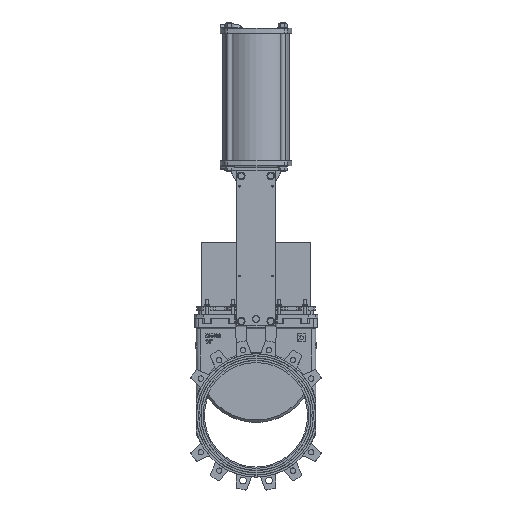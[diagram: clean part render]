
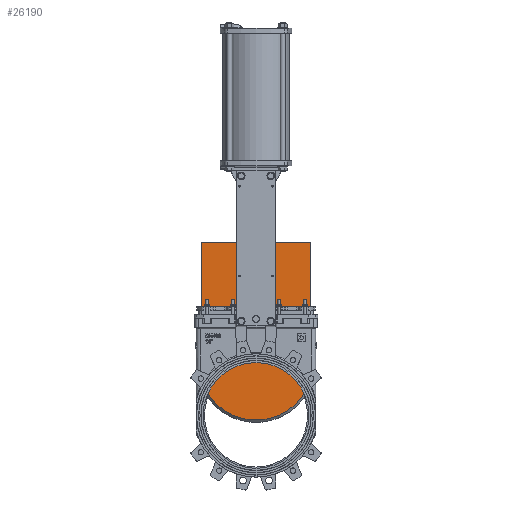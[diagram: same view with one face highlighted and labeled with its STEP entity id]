
A CAD part, left-side view. The second image highlights one B-rep face of the part: STEP entity #26190.
In plain terms, the highlighted face is planar.
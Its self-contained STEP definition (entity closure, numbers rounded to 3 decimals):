
#1473=FACE_BOUND('',#8868,.T.);
#1474=FACE_BOUND('',#8869,.T.);
#1475=FACE_BOUND('',#8870,.T.);
#1476=FACE_BOUND('',#8871,.T.);
#1477=FACE_BOUND('',#8872,.T.);
#1478=FACE_BOUND('',#8873,.T.);
#2792=LINE('',#43849,#5035);
#2793=LINE('',#43851,#5036);
#2794=LINE('',#43853,#5037);
#5035=VECTOR('',#33244,10.);
#5036=VECTOR('',#33245,10.);
#5037=VECTOR('',#33246,10.);
#7282=FACE_OUTER_BOUND('',#8867,.T.);
#8867=EDGE_LOOP('',(#21046,#21047,#21048,#21049,#21050,#21051,#21052,#21053));
#8868=EDGE_LOOP('',(#21054));
#8869=EDGE_LOOP('',(#21055));
#8870=EDGE_LOOP('',(#21056));
#8871=EDGE_LOOP('',(#21057));
#8872=EDGE_LOOP('',(#21058));
#8873=EDGE_LOOP('',(#21059));
#10208=CIRCLE('',#28367,20.);
#10218=CIRCLE('',#28382,220.828);
#10220=CIRCLE('',#28386,20.);
#10221=CIRCLE('',#28388,230.);
#10222=CIRCLE('',#28389,230.);
#10223=CIRCLE('',#28390,6.25);
#10224=CIRCLE('',#28391,6.25);
#10225=CIRCLE('',#28392,6.25);
#10226=CIRCLE('',#28393,6.25);
#10227=CIRCLE('',#28394,6.25);
#10228=CIRCLE('',#28395,6.25);
#12007=VERTEX_POINT('',#43758);
#12008=VERTEX_POINT('',#43771);
#12017=VERTEX_POINT('',#43818);
#12019=VERTEX_POINT('',#43831);
#12020=VERTEX_POINT('',#43846);
#12021=VERTEX_POINT('',#43848);
#12022=VERTEX_POINT('',#43850);
#12023=VERTEX_POINT('',#43852);
#12024=VERTEX_POINT('',#43855);
#12025=VERTEX_POINT('',#43857);
#12026=VERTEX_POINT('',#43859);
#12027=VERTEX_POINT('',#43861);
#12028=VERTEX_POINT('',#43863);
#12029=VERTEX_POINT('',#43865);
#15186=EDGE_CURVE('',#12008,#12007,#10208,.T.);
#15200=EDGE_CURVE('',#12017,#12008,#10218,.T.);
#15205=EDGE_CURVE('',#12019,#12017,#10220,.T.);
#15206=EDGE_CURVE('',#12020,#12007,#10221,.T.);
#15207=EDGE_CURVE('',#12021,#12020,#2792,.T.);
#15208=EDGE_CURVE('',#12022,#12021,#2793,.T.);
#15209=EDGE_CURVE('',#12023,#12022,#2794,.T.);
#15210=EDGE_CURVE('',#12019,#12023,#10222,.T.);
#15211=EDGE_CURVE('',#12024,#12024,#10223,.T.);
#15212=EDGE_CURVE('',#12025,#12025,#10224,.T.);
#15213=EDGE_CURVE('',#12026,#12026,#10225,.T.);
#15214=EDGE_CURVE('',#12027,#12027,#10226,.T.);
#15215=EDGE_CURVE('',#12028,#12028,#10227,.T.);
#15216=EDGE_CURVE('',#12029,#12029,#10228,.T.);
#21046=ORIENTED_EDGE('',*,*,#15205,.T.);
#21047=ORIENTED_EDGE('',*,*,#15200,.T.);
#21048=ORIENTED_EDGE('',*,*,#15186,.T.);
#21049=ORIENTED_EDGE('',*,*,#15206,.F.);
#21050=ORIENTED_EDGE('',*,*,#15207,.F.);
#21051=ORIENTED_EDGE('',*,*,#15208,.F.);
#21052=ORIENTED_EDGE('',*,*,#15209,.F.);
#21053=ORIENTED_EDGE('',*,*,#15210,.F.);
#21054=ORIENTED_EDGE('',*,*,#15211,.T.);
#21055=ORIENTED_EDGE('',*,*,#15212,.T.);
#21056=ORIENTED_EDGE('',*,*,#15213,.T.);
#21057=ORIENTED_EDGE('',*,*,#15214,.T.);
#21058=ORIENTED_EDGE('',*,*,#15215,.T.);
#21059=ORIENTED_EDGE('',*,*,#15216,.T.);
#25061=PLANE('',#28387);
#26190=ADVANCED_FACE('',(#7282,#1473,#1474,#1475,#1476,#1477,#1478),#25061,
 .T.);
#28367=AXIS2_PLACEMENT_3D('',#43772,#33198,#33199);
#28382=AXIS2_PLACEMENT_3D('',#43819,#33229,#33230);
#28386=AXIS2_PLACEMENT_3D('',#43844,#33238,#33239);
#28387=AXIS2_PLACEMENT_3D('',#43845,#33240,#33241);
#28388=AXIS2_PLACEMENT_3D('',#43847,#33242,#33243);
#28389=AXIS2_PLACEMENT_3D('',#43854,#33247,#33248);
#28390=AXIS2_PLACEMENT_3D('',#43856,#33249,#33250);
#28391=AXIS2_PLACEMENT_3D('',#43858,#33251,#33252);
#28392=AXIS2_PLACEMENT_3D('',#43860,#33253,#33254);
#28393=AXIS2_PLACEMENT_3D('',#43862,#33255,#33256);
#28394=AXIS2_PLACEMENT_3D('',#43864,#33257,#33258);
#28395=AXIS2_PLACEMENT_3D('',#43866,#33259,#33260);
#33198=DIRECTION('center_axis',(0.,0.,-1.));
#33199=DIRECTION('ref_axis',(0.133,-0.991,0.));
#33229=DIRECTION('center_axis',(0.,0.,1.));
#33230=DIRECTION('ref_axis',(-0.89,-0.457,0.));
#33238=DIRECTION('center_axis',(0.,0.,-1.));
#33239=DIRECTION('ref_axis',(-0.89,-0.457,0.));
#33240=DIRECTION('center_axis',(0.,0.,1.));
#33241=DIRECTION('ref_axis',(1.,0.,0.));
#33242=DIRECTION('center_axis',(0.,0.,-1.));
#33243=DIRECTION('ref_axis',(0.922,0.388,0.));
#33244=DIRECTION('',(0.,-1.,0.));
#33245=DIRECTION('',(1.,0.,0.));
#33246=DIRECTION('',(0.,1.,0.));
#33247=DIRECTION('center_axis',(0.,0.,-1.));
#33248=DIRECTION('ref_axis',(0.922,0.388,0.));
#33249=DIRECTION('center_axis',(0.,0.,-1.));
#33250=DIRECTION('ref_axis',(-1.,0.,0.));
#33251=DIRECTION('center_axis',(0.,0.,-1.));
#33252=DIRECTION('ref_axis',(-1.,0.,0.));
#33253=DIRECTION('center_axis',(0.,0.,-1.));
#33254=DIRECTION('ref_axis',(-1.,0.,0.));
#33255=DIRECTION('center_axis',(0.,0.,-1.));
#33256=DIRECTION('ref_axis',(-1.,0.,0.));
#33257=DIRECTION('center_axis',(0.,0.,-1.));
#33258=DIRECTION('ref_axis',(-1.,0.,0.));
#33259=DIRECTION('center_axis',(0.,0.,-1.));
#33260=DIRECTION('ref_axis',(-1.,0.,0.));
#43758=CARTESIAN_POINT('',(211.576,139.804,6.));
#43771=CARTESIAN_POINT('',(196.438,129.117,6.));
#43772=CARTESIAN_POINT('Origin',(214.229,119.98,6.));
#43818=CARTESIAN_POINT('',(-196.438,129.117,6.));
#43819=CARTESIAN_POINT('Origin',(0.,230.,6.));
#43831=CARTESIAN_POINT('',(-211.576,139.804,6.));
#43844=CARTESIAN_POINT('Origin',(-214.229,119.98,6.));
#43845=CARTESIAN_POINT('Origin',(0.,382.763,
6.));
#43846=CARTESIAN_POINT('',(212.,140.804,6.));
#43847=CARTESIAN_POINT('Origin',(0.,230.,6.));
#43848=CARTESIAN_POINT('',(212.,698.5,6.));
#43849=CARTESIAN_POINT('',(212.,698.5,6.));
#43850=CARTESIAN_POINT('',(-212.,698.5,6.));
#43851=CARTESIAN_POINT('',(-212.,698.5,6.));
#43852=CARTESIAN_POINT('',(-212.,140.804,6.));
#43853=CARTESIAN_POINT('',(-212.,140.804,6.));
#43854=CARTESIAN_POINT('Origin',(0.,230.,6.));
#43855=CARTESIAN_POINT('',(6.25,685.,6.));
#43856=CARTESIAN_POINT('Origin',(0.,685.,6.));
#43857=CARTESIAN_POINT('',(6.25,659.5,6.));
#43858=CARTESIAN_POINT('Origin',(0.,659.5,6.));
#43859=CARTESIAN_POINT('',(-19.25,688.5,6.));
#43860=CARTESIAN_POINT('Origin',(-25.5,688.5,6.));
#43861=CARTESIAN_POINT('',(31.75,688.5,6.));
#43862=CARTESIAN_POINT('Origin',(25.5,688.5,6.));
#43863=CARTESIAN_POINT('',(31.75,663.5,6.));
#43864=CARTESIAN_POINT('Origin',(25.5,663.5,6.));
#43865=CARTESIAN_POINT('',(-19.25,663.5,6.));
#43866=CARTESIAN_POINT('Origin',(-25.5,663.5,6.));
